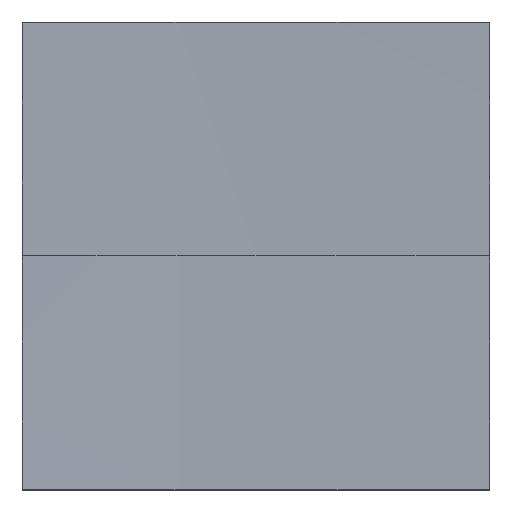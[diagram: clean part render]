
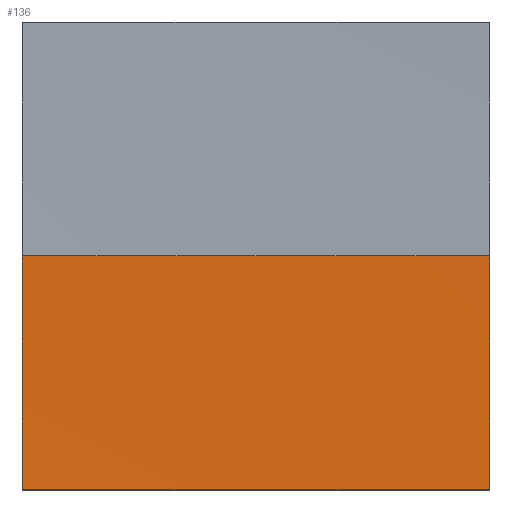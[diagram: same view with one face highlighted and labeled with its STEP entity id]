
A CAD part, top view. The second image highlights one B-rep face of the part: STEP entity #136.
In plain terms, the highlighted spherical face has radius 1000 mm.
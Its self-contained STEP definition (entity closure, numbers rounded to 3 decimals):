
#10 = CARTESIAN_POINT ( 'NONE',  ( -25., 0., 9.313 ) ) ;
#11 = EDGE_CURVE ( 'NONE', #220, #94, #45, .T. ) ;
#13 = VERTEX_POINT ( 'NONE', #21 ) ;
#20 = EDGE_CURVE ( 'NONE', #151, #77, #248, .T. ) ;
#21 = CARTESIAN_POINT ( 'NONE',  ( 0., 0., 9. ) ) ;
#23 = EDGE_LOOP ( 'NONE', ( #213, #141, #173, #97, #63 ) ) ;
#30 = CARTESIAN_POINT ( 'NONE',  ( 25., 0., 9.313 ) ) ;
#33 = CARTESIAN_POINT ( 'NONE',  ( -25., -25., 9.625 ) ) ;
#45 = CIRCLE ( 'NONE', #160, 999.687 ) ;
#47 = DIRECTION ( 'NONE',  ( -1., 0., 0. ) ) ;
#48 = DIRECTION ( 'NONE',  ( 0., 0., 1. ) ) ;
#59 = AXIS2_PLACEMENT_3D ( 'NONE', #178, #222, #99 ) ;
#63 = ORIENTED_EDGE ( 'NONE', *, *, #11, .T. ) ;
#65 = CARTESIAN_POINT ( 'NONE',  ( 0., 0., 1009. ) ) ;
#67 = EDGE_CURVE ( 'NONE', #13, #77, #224, .T. ) ;
#72 = SPHERICAL_SURFACE ( 'NONE', #88, 1000. ) ;
#77 = VERTEX_POINT ( 'NONE', #10 ) ;
#88 = AXIS2_PLACEMENT_3D ( 'NONE', #137, #119, #251 ) ;
#91 = CIRCLE ( 'NONE', #169, 999.687 ) ;
#94 = VERTEX_POINT ( 'NONE', #30 ) ;
#95 = DIRECTION ( 'NONE',  ( 0., 1., 0. ) ) ;
#97 = ORIENTED_EDGE ( 'NONE', *, *, #199, .F. ) ;
#99 = DIRECTION ( 'NONE',  ( 0., 1., 0. ) ) ;
#100 = FACE_OUTER_BOUND ( 'NONE', #23, .T. ) ;
#101 = DIRECTION ( 'NONE',  ( 0., 0., -1. ) ) ;
#115 = CARTESIAN_POINT ( 'NONE',  ( 25., 0., 1009. ) ) ;
#119 = DIRECTION ( 'NONE',  ( 0., 1., 0. ) ) ;
#125 = EDGE_CURVE ( 'NONE', #13, #94, #187, .T. ) ;
#136 = ADVANCED_FACE ( 'NONE', ( #100 ), #72, .F. ) ;
#137 = CARTESIAN_POINT ( 'NONE',  ( 0., 0., 1009. ) ) ;
#140 = CARTESIAN_POINT ( 'NONE',  ( 0., -25., 1009. ) ) ;
#141 = ORIENTED_EDGE ( 'NONE', *, *, #67, .T. ) ;
#151 = VERTEX_POINT ( 'NONE', #33 ) ;
#160 = AXIS2_PLACEMENT_3D ( 'NONE', #115, #200, #95 ) ;
#169 = AXIS2_PLACEMENT_3D ( 'NONE', #140, #229, #48 ) ;
#173 = ORIENTED_EDGE ( 'NONE', *, *, #20, .F. ) ;
#178 = CARTESIAN_POINT ( 'NONE',  ( -25., 0., 1009. ) ) ;
#184 = DIRECTION ( 'NONE',  ( 0., -1., 0. ) ) ;
#187 = CIRCLE ( 'NONE', #208, 1000. ) ;
#199 = EDGE_CURVE ( 'NONE', #220, #151, #91, .T. ) ;
#200 = DIRECTION ( 'NONE',  ( 1., 0., 0. ) ) ;
#207 = CARTESIAN_POINT ( 'NONE',  ( 0., 0., 1009. ) ) ;
#208 = AXIS2_PLACEMENT_3D ( 'NONE', #207, #184, #101 ) ;
#213 = ORIENTED_EDGE ( 'NONE', *, *, #125, .F. ) ;
#218 = CARTESIAN_POINT ( 'NONE',  ( 25., -25., 9.625 ) ) ;
#220 = VERTEX_POINT ( 'NONE', #218 ) ;
#222 = DIRECTION ( 'NONE',  ( 1., 0., 0. ) ) ;
#224 = CIRCLE ( 'NONE', #246, 1000. ) ;
#229 = DIRECTION ( 'NONE',  ( 0., 1., 0. ) ) ;
#242 = DIRECTION ( 'NONE',  ( 0., 1., 0. ) ) ;
#246 = AXIS2_PLACEMENT_3D ( 'NONE', #65, #242, #47 ) ;
#248 = CIRCLE ( 'NONE', #59, 999.687 ) ;
#251 = DIRECTION ( 'NONE',  ( 1., 0., 0. ) ) ;
